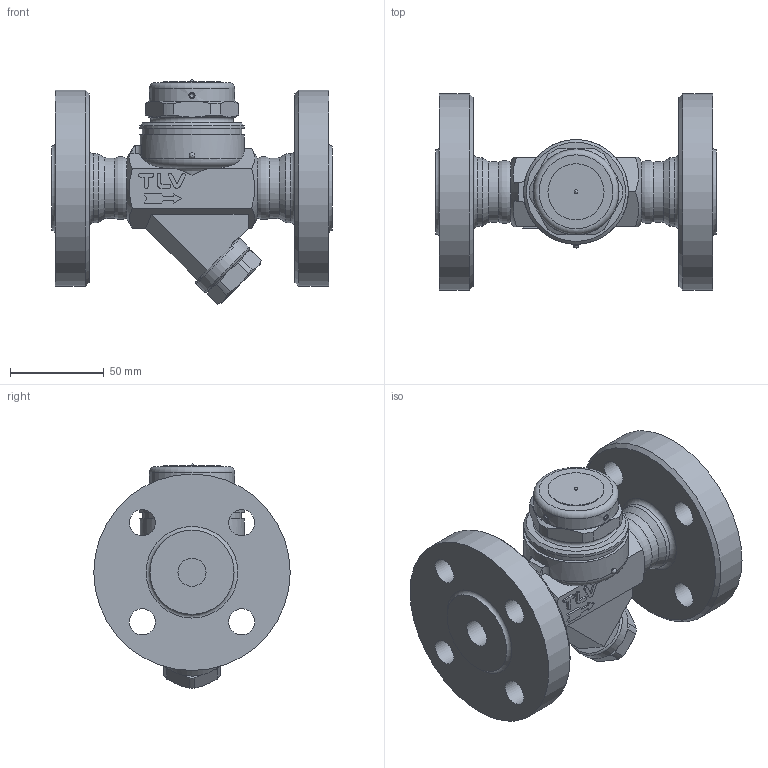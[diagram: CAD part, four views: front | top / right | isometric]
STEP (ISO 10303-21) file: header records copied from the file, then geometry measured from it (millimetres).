
FILE_DESCRIPTION((''),'2;1');
FILE_NAME('p46rn-015-e0063-00.stp','2013-08-08T09:07:00',('nakaot'),(''),'Autodesk Inventor 2012','Autodesk Inventor 2012','');
FILE_SCHEMA(('AUTOMOTIVE_DESIGN { 1 0 10303 214 1 1 1 1 }'));
Length unit declared in the file: millimetre
Products named in the file (1): p46rn-015-e0063-00
Bounding box: 150 x 105 x 119.99 mm (x, y, z)
Volume: 526587.3 mm3; surface area: 76180.4 mm2
Topology: 2 solids, 2 shells, 174 faces, 436 edges, 283 vertices
Faces by surface type: plane 78, cylinder 46, cone 26, torus 13, sphere 6, bspline 5
Full cylindrical faces by diameter (mm): 3 x1, 14 x8, 15 x2, 30 x1, 34 x1, 45.5 x1, 53 x1, 56 x2, 105 x2
Entity records: 5281 total; most frequent: CARTESIAN_POINT 1439, DIRECTION 786, ORIENTED_EDGE 746, EDGE_CURVE 373, AXIS2_PLACEMENT_3D 318, VERTEX_POINT 263, EDGE_LOOP 252, FACE_OUTER_BOUND 174
